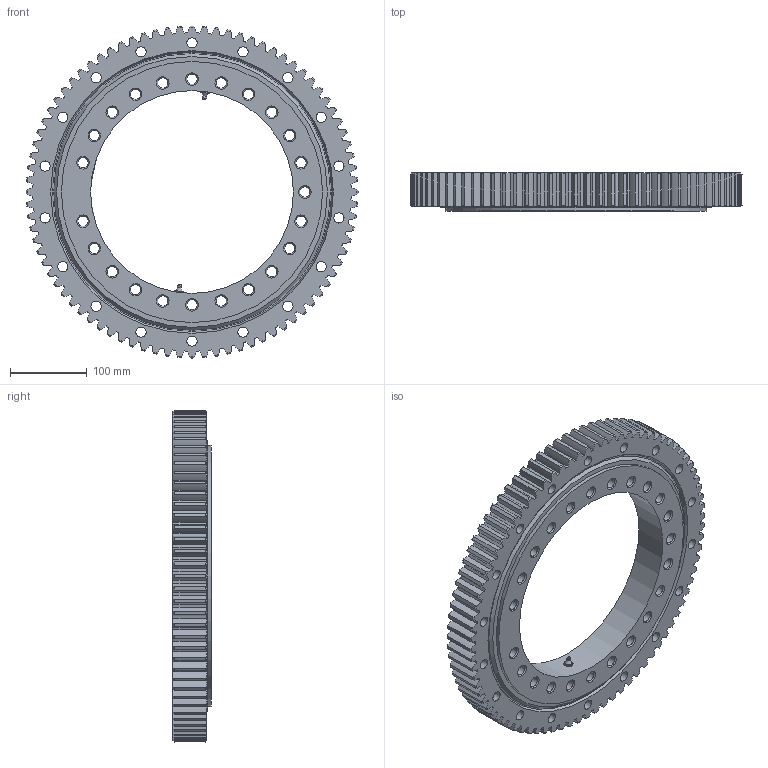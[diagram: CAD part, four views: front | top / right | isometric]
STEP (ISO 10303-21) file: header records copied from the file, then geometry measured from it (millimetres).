
FILE_DESCRIPTION(/* description */ (''),/* implementation_level */ '2;1');
FILE_NAME(/* name */ '30E.0343.19.002.stp',/* time_stamp */ '2019-07-18T07:13:37-04:00',/* author */ ('RichardPotesta'),/* organization */ (''),/* preprocessor_version */ 'ST-DEVELOPER v17',/* originating_system */ 'Autodesk Inventor 2019',/* authorisation */ '');
FILE_SCHEMA (('AUTOMOTIVE_DESIGN { 1 0 10303 214 3 1 1 }'));
Length unit declared in the file: inch
Products named in the file (4): 30E.0343.19.002; 30E.0343.19.002_1; Spur Gears; 1_8 NPT Fitting
Assembly tree (4 placements, depth 2):
  30E.0343.19.002
    30E.0343.19.002_1
    Spur Gears
    1_8 NPT Fitting  x2
Bounding box: 433.98 x 49.99 x 433.98 mm (x, y, z)
Volume: 3409584.1 mm3; surface area: 662579.6 mm2
Topology: 7 solids, 7 shells, 815 faces, 2465 edges, 1673 vertices
Faces by surface type: cylinder 397, cone 233, torus 83, sphere 58, plane 38, bspline 6
Full cylindrical faces by diameter (mm): 2.536 x4, 13.386 x41, 22.225 x1, 22.276 x1, 264.998 x1, 327.376 x1, 327.401 x1, 341.376 x3, 344.424 x3, 358.399 x1, 358.424 x1
Entity records: 36894 total; most frequent: CARTESIAN_POINT 14908, ORIENTED_EDGE 4772, DIRECTION 4652, EDGE_CURVE 2386, AXIS2_PLACEMENT_3D 2097, VERTEX_POINT 1618, CIRCLE 1303, EDGE_LOOP 886
